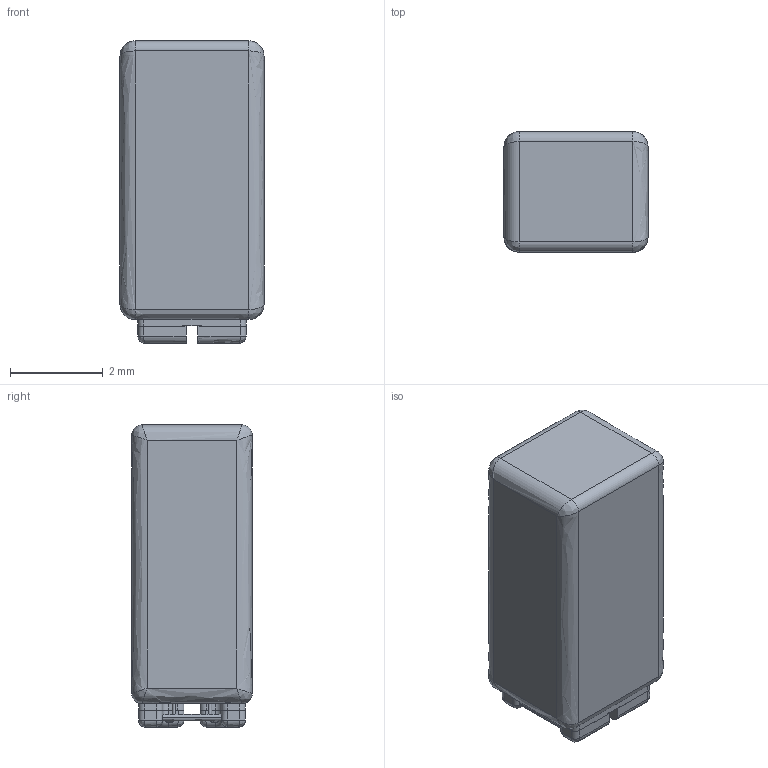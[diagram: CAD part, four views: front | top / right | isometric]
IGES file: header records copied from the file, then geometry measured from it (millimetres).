
Start section:  PTC IGES file: gd-31554-000_sw0001.igs
Global section: file name: gd-31554-000_sw0001.igs; native system: Pro/ENGINEER by Parametric Technology Corporation; preprocessor: 2011220; author: oqiu; organization: Unknown; date: 20120331.140221; units: inch
Bounding box: 3.1 x 2.59 x 6.5 mm (x, y, z)
Volume: 48.9 mm3; surface area: 87.1 mm2
Topology: 1 solids, 1 shells, 224 faces, 640 edges, 366 vertices
Faces by surface type: bspline 114, revolution 110
